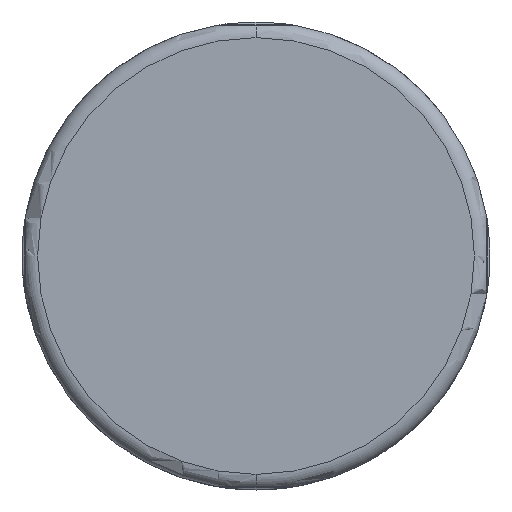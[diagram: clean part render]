
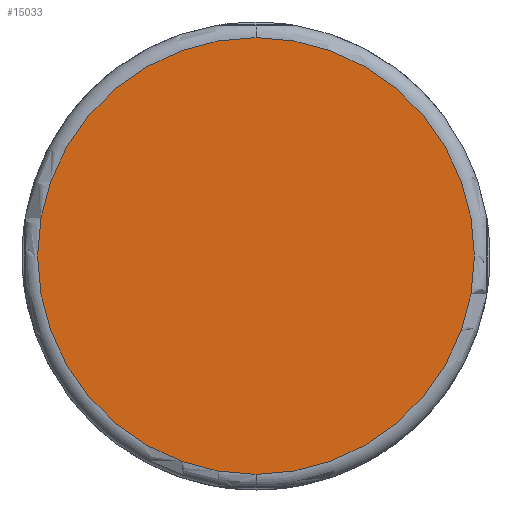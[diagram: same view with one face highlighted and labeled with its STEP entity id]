
A CAD part, front view. The second image highlights one B-rep face of the part: STEP entity #15033.
In plain terms, the highlighted planar face has unit normal (0, -1, 0).
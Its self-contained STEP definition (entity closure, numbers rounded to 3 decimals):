
#63 = DIRECTION ( 'NONE',  ( 0., 0., 1. ) ) ;
#343 = ORIENTED_EDGE ( 'NONE', *, *, #35563, .T. ) ;
#599 = DIRECTION ( 'NONE',  ( 0., 1., 0. ) ) ;
#964 = EDGE_LOOP ( 'NONE', ( #343, #31621 ) ) ;
#1497 = DIRECTION ( 'NONE',  ( 0., -1., 0. ) ) ;
#2327 = VERTEX_POINT ( 'NONE', #2399 ) ;
#2399 = CARTESIAN_POINT ( 'NONE',  ( 0., 0., -350. ) ) ;
#2458 = AXIS2_PLACEMENT_3D ( 'NONE', #29381, #1497, #7238 ) ;
#3381 = PLANE ( 'NONE',  #28506 ) ;
#5411 = DIRECTION ( 'NONE',  ( 0., -1., 0. ) ) ;
#6687 = CIRCLE ( 'NONE', #7853, 350. ) ;
#7238 = DIRECTION ( 'NONE',  ( 0., 0., 1. ) ) ;
#7853 = AXIS2_PLACEMENT_3D ( 'NONE', #27551, #5411, #27730 ) ;
#8941 = CIRCLE ( 'NONE', #2458, 350. ) ;
#15033 = ADVANCED_FACE ( 'NONE', ( #25359 ), #3381, .F. ) ;
#16837 = VERTEX_POINT ( 'NONE', #35001 ) ;
#22430 = CARTESIAN_POINT ( 'NONE',  ( 0., 0., 0. ) ) ;
#25359 = FACE_OUTER_BOUND ( 'NONE', #964, .T. ) ;
#27551 = CARTESIAN_POINT ( 'NONE',  ( 0., 0., 0. ) ) ;
#27730 = DIRECTION ( 'NONE',  ( 0., 0., 1. ) ) ;
#28506 = AXIS2_PLACEMENT_3D ( 'NONE', #22430, #599, #63 ) ;
#29041 = EDGE_CURVE ( 'NONE', #2327, #16837, #8941, .T. ) ;
#29381 = CARTESIAN_POINT ( 'NONE',  ( 0., 0., 0. ) ) ;
#31621 = ORIENTED_EDGE ( 'NONE', *, *, #29041, .T. ) ;
#35001 = CARTESIAN_POINT ( 'NONE',  ( 0., 0., 350. ) ) ;
#35563 = EDGE_CURVE ( 'NONE', #16837, #2327, #6687, .T. ) ;
